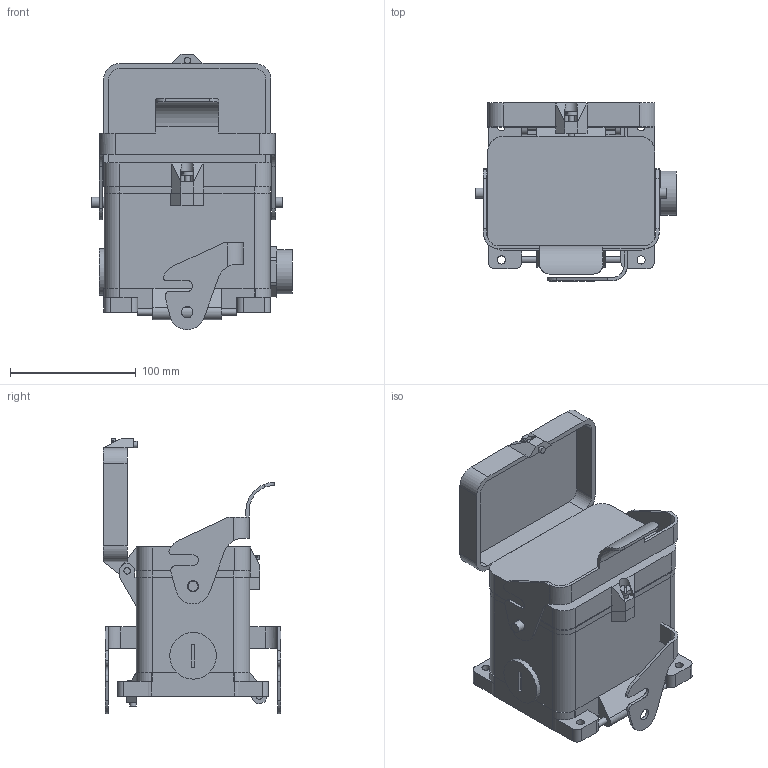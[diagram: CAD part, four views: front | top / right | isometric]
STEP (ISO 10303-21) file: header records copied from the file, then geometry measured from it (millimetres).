
FILE_DESCRIPTION( ( 'Unknown' ), '1' );
FILE_NAME( 'H_A_64_SDR_M32.stp', 'Unknown', ( 'Unknown' ), ( 'Unknown' ), 'PSStep 11.0', 'Unknown', ' ' );
FILE_SCHEMA( ( 'AUTOMOTIVE_DESIGN { 1 0 10303 214 1 1 1 1 }' ) );
Length unit declared in the file: millimetre
Products named in the file (4): Assem1; H_A_64_SGR_M32_HOUSING; H_A_64_LEVER; H_A_64_COVER
Bounding box: 159.5 x 141.15 x 218.89 mm (x, y, z)
Volume: 873048.4 mm3; surface area: 405635.1 mm2
Topology: 7 solids, 7 shells, 678 faces, 1886 edges, 1249 vertices
Faces by surface type: plane 457, cylinder 221
Full cylindrical faces by diameter (mm): 2.459 x32, 4.134 x2, 4.4 x3, 5 x9, 5.1 x4, 6.5 x8, 8 x4, 9 x7, 27 x2, 30.376 x4, 35 x2, 37 x2
Entity records: 12565 total; most frequent: CARTESIAN_POINT 1851, DIRECTION 1668, ORIENTED_EDGE 1652, EDGE_CURVE 826, LINE 606, VECTOR 606, VERTEX_POINT 566, AXIS2_PLACEMENT_3D 531
